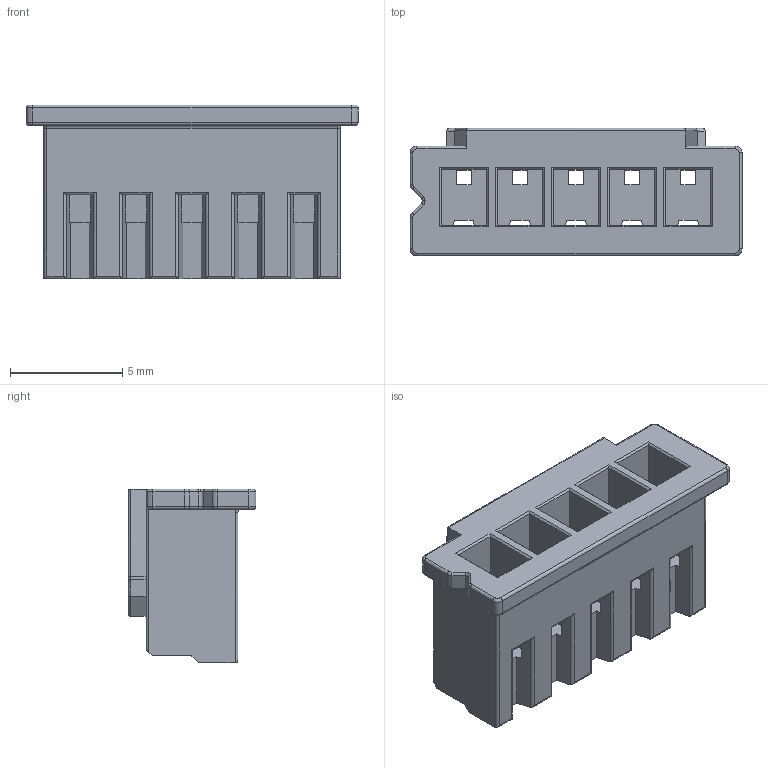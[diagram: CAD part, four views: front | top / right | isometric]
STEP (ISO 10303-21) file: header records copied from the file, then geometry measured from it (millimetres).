
FILE_DESCRIPTION (( 'STEP AP203' ), '1' );
FILE_NAME ('JST XHP-4_Predeterminado_sldprt.STEP', '2022-09-20T08:33:20', ( '' ), ( '' ), 'SwSTEP 2.0', 'SolidWorks 2020', '' );
FILE_SCHEMA (( 'CONFIG_CONTROL_DESIGN' ));
Length unit declared in the file: millimetre
Products named in the file (1): JST XHP-4_Predeterminado_sldprt
Bounding box: 14.8 x 5.7 x 7.75 mm (x, y, z)
Volume: 288.1 mm3; surface area: 698.5 mm2
Topology: 1 solids, 1 shells, 216 faces, 570 edges, 351 vertices
Faces by surface type: plane 136, cylinder 63, bspline 17
Entity records: 6803 total; most frequent: CARTESIAN_POINT 1661, ORIENTED_EDGE 1140, DIRECTION 936, EDGE_CURVE 570, VECTOR 440, LINE 440, VERTEX_POINT 351, AXIS2_PLACEMENT_3D 248
